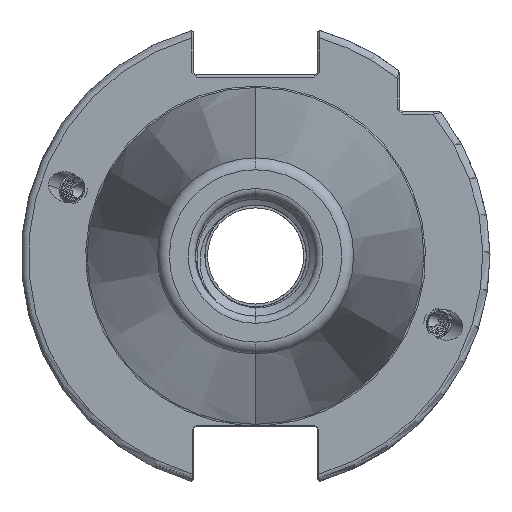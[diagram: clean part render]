
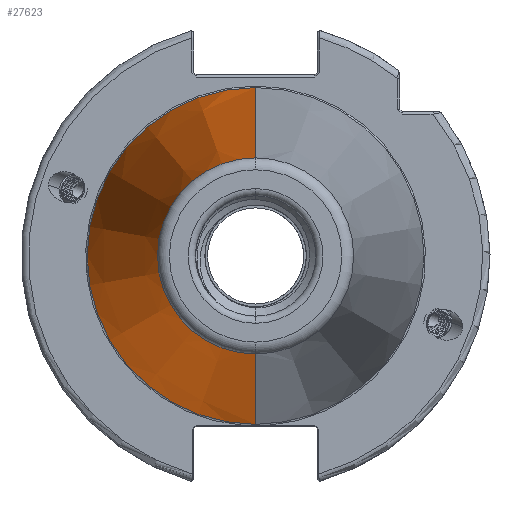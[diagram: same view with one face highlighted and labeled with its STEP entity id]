
A CAD part, left-side view. The second image highlights one B-rep face of the part: STEP entity #27623.
In plain terms, the highlighted conical face has half-angle 8.297 degrees and reference radius 35.392 mm.
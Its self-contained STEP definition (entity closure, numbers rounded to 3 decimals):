
#859 = VERTEX_POINT ( 'NONE', #20276 ) ;
#878 = VERTEX_POINT ( 'NONE', #20292 ) ;
#926 = VERTEX_POINT ( 'NONE', #20381 ) ;
#940 = VERTEX_POINT ( 'NONE', #20357 ) ;
#956 = VERTEX_POINT ( 'NONE', #20427 ) ;
#1521 = AXIS2_PLACEMENT_3D ( 'NONE', #8548, #8575, #8622 ) ;
#2268 = EDGE_CURVE ( 'NONE', #940, #926, #30426, .T. ) ;
#2306 = EDGE_CURVE ( 'NONE', #926, #878, #29888, .T. ) ;
#2326 = EDGE_CURVE ( 'NONE', #859, #956, #29909, .T. ) ;
#2362 = EDGE_CURVE ( 'NONE', #956, #878, #29966, .T. ) ;
#2388 = EDGE_CURVE ( 'NONE', #859, #940, #29954, .T. ) ;
#2734 = DIRECTION ( 'NONE',  ( 0., 0., 1. ) ) ;
#3159 = DIRECTION ( 'NONE',  ( 1., 0., 0. ) ) ;
#3185 = CARTESIAN_POINT ( 'NONE',  ( -2.5, 0., 0. ) ) ;
#3218 = DIRECTION ( 'NONE',  ( 0., 1., 0. ) ) ;
#3891 = CARTESIAN_POINT ( 'NONE',  ( -102.811, 0., 0. ) ) ;
#3892 = DIRECTION ( 'NONE',  ( 1., 0., 0. ) ) ;
#8548 = CARTESIAN_POINT ( 'NONE',  ( 0., 0., 0. ) ) ;
#8575 = DIRECTION ( 'NONE',  ( 1., 0., 0. ) ) ;
#8622 = DIRECTION ( 'NONE',  ( 0., 0., -1. ) ) ;
#13185 = DIRECTION ( 'NONE',  ( 0.99, 0., 0.144 ) ) ;
#13209 = CARTESIAN_POINT ( 'NONE',  ( 0., 0., 35.392 ) ) ;
#13319 = CARTESIAN_POINT ( 'NONE',  ( 0., 0., -35.392 ) ) ;
#13351 = DIRECTION ( 'NONE',  ( 0.99, 0., -0.144 ) ) ;
#19773 = DIRECTION ( 'NONE',  ( 0., 1., 0. ) ) ;
#19788 = CARTESIAN_POINT ( 'NONE',  ( -2.5, 0., 0. ) ) ;
#19803 = DIRECTION ( 'NONE',  ( 1., 0., 0. ) ) ;
#20276 = CARTESIAN_POINT ( 'NONE',  ( -102.811, 0., -20.399 ) ) ;
#20292 = CARTESIAN_POINT ( 'NONE',  ( -2.5, 0., 35.027 ) ) ;
#20357 = CARTESIAN_POINT ( 'NONE',  ( -2.5, 0., -35.027 ) ) ;
#20381 = CARTESIAN_POINT ( 'NONE',  ( -2.5, 35.027, 0. ) ) ;
#20427 = CARTESIAN_POINT ( 'NONE',  ( -102.811, 0., 20.399 ) ) ;
#22108 = CONICAL_SURFACE ( 'NONE', #1521, 35.392, 0.145 ) ;
#22152 = FACE_OUTER_BOUND ( 'NONE', #22433, .T. ) ;
#22433 = EDGE_LOOP ( 'NONE', ( #26512, #26461, #26480, #26506, #26498 ) ) ;
#26461 = ORIENTED_EDGE ( 'NONE', *, *, #2362, .T. ) ;
#26480 = ORIENTED_EDGE ( 'NONE', *, *, #2306, .F. ) ;
#26498 = ORIENTED_EDGE ( 'NONE', *, *, #2388, .F. ) ;
#26506 = ORIENTED_EDGE ( 'NONE', *, *, #2268, .F. ) ;
#26512 = ORIENTED_EDGE ( 'NONE', *, *, #2326, .T. ) ;
#27623 = ADVANCED_FACE ( 'NONE', ( #22152 ), #22108, .T. ) ;
#28688 = AXIS2_PLACEMENT_3D ( 'NONE', #19788, #19803, #19773 ) ;
#28808 = AXIS2_PLACEMENT_3D ( 'NONE', #3185, #3159, #3218 ) ;
#28840 = AXIS2_PLACEMENT_3D ( 'NONE', #3891, #3892, #2734 ) ;
#29888 = CIRCLE ( 'NONE', #28808, 35.027 ) ;
#29909 = CIRCLE ( 'NONE', #28840, 20.399 ) ;
#29928 = VECTOR ( 'NONE', #13185, 1000. ) ;
#29954 = LINE ( 'NONE', #13319, #29957 ) ;
#29957 = VECTOR ( 'NONE', #13351, 1000. ) ;
#29966 = LINE ( 'NONE', #13209, #29928 ) ;
#30426 = CIRCLE ( 'NONE', #28688, 35.027 ) ;
